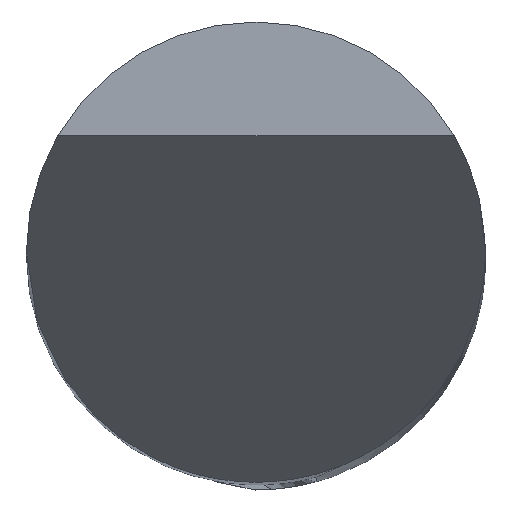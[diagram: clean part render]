
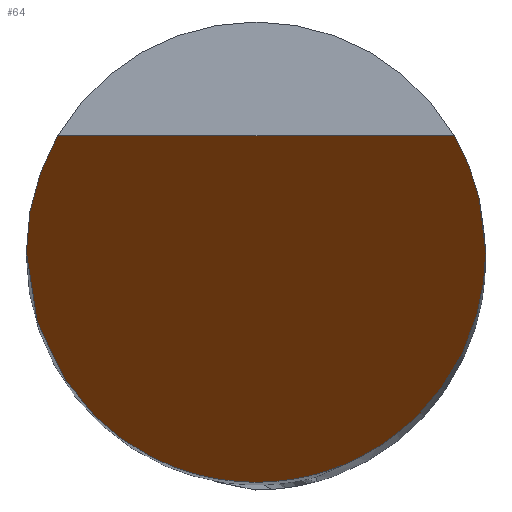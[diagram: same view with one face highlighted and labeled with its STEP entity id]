
A CAD part, top view. The second image highlights one B-rep face of the part: STEP entity #64.
In plain terms, the highlighted planar face has unit normal (0, -0.866, 0.5).
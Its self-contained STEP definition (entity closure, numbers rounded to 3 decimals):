
#64=ADVANCED_FACE('',(#103),#89,.T.);
#89=PLANE('',#507);
#103=FACE_OUTER_BOUND('',#128,.T.);
#128=EDGE_LOOP('',(#212,#213,#214,#215));
#152=LINE('',#665,#180);
#180=VECTOR('',#545,1.);
#212=ORIENTED_EDGE('',*,*,#377,.T.);
#213=ORIENTED_EDGE('',*,*,#378,.T.);
#214=ORIENTED_EDGE('',*,*,#375,.T.);
#215=ORIENTED_EDGE('',*,*,#379,.T.);
#334=VERTEX_POINT('',#666);
#335=VERTEX_POINT('',#667);
#336=VERTEX_POINT('',#674);
#337=VERTEX_POINT('',#675);
#375=EDGE_CURVE('',#334,#335,#152,.T.);
#377=EDGE_CURVE('',#336,#337,#449,.T.);
#378=EDGE_CURVE('',#337,#334,#450,.T.);
#379=EDGE_CURVE('',#335,#336,#451,.T.);
#449=(
BOUNDED_CURVE()
B_SPLINE_CURVE(3,(#670,#671,#672,#673),.UNSPECIFIED.,.F.,.F.)
B_SPLINE_CURVE_WITH_KNOTS((4,4),(0.,1.),.UNSPECIFIED.)
CURVE()
GEOMETRIC_REPRESENTATION_ITEM()
RATIONAL_B_SPLINE_CURVE((1.,0.333,0.333,1.))
REPRESENTATION_ITEM('')
);
#450=(
BOUNDED_CURVE()
B_SPLINE_CURVE(3,(#676,#677,#678,#679),.UNSPECIFIED.,.F.,.F.)
B_SPLINE_CURVE_WITH_KNOTS((4,4),(0.,1.),.UNSPECIFIED.)
CURVE()
GEOMETRIC_REPRESENTATION_ITEM()
RATIONAL_B_SPLINE_CURVE((1.,0.977,0.977,1.))
REPRESENTATION_ITEM('')
);
#451=(
BOUNDED_CURVE()
B_SPLINE_CURVE(3,(#680,#681,#682,#683),.UNSPECIFIED.,.F.,.F.)
B_SPLINE_CURVE_WITH_KNOTS((4,4),(0.,1.),.UNSPECIFIED.)
CURVE()
GEOMETRIC_REPRESENTATION_ITEM()
RATIONAL_B_SPLINE_CURVE((1.,0.977,0.977,1.))
REPRESENTATION_ITEM('')
);
#507=AXIS2_PLACEMENT_3D('',#684,#550,#551);
#545=DIRECTION('',(-1.,0.,0.));
#550=DIRECTION('',(0.,-0.866,0.5));
#551=DIRECTION('',(0.,0.5,0.866));
#665=CARTESIAN_POINT('',(-62.915,1.01,1.75));
#666=CARTESIAN_POINT('',(1.726,1.01,1.75));
#667=CARTESIAN_POINT('',(-1.726,1.01,1.75));
#670=CARTESIAN_POINT('',(-2.,0.,0.));
#671=CARTESIAN_POINT('',(-2.,-4.,-6.928));
#672=CARTESIAN_POINT('',(2.,-4.,-6.928));
#673=CARTESIAN_POINT('',(2.,0.,0.));
#674=CARTESIAN_POINT('',(-2.,0.,0.));
#675=CARTESIAN_POINT('',(2.,0.,0.));
#676=CARTESIAN_POINT('',(2.,0.,0.));
#677=CARTESIAN_POINT('',(2.,0.357,0.619));
#678=CARTESIAN_POINT('',(1.907,0.702,1.216));
#679=CARTESIAN_POINT('',(1.726,1.01,1.75));
#680=CARTESIAN_POINT('',(-1.726,1.01,1.75));
#681=CARTESIAN_POINT('',(-1.907,0.702,1.216));
#682=CARTESIAN_POINT('',(-2.,0.357,0.619));
#683=CARTESIAN_POINT('',(-2.,0.,0.));
#684=CARTESIAN_POINT('',(-62.915,4.054,7.021));
